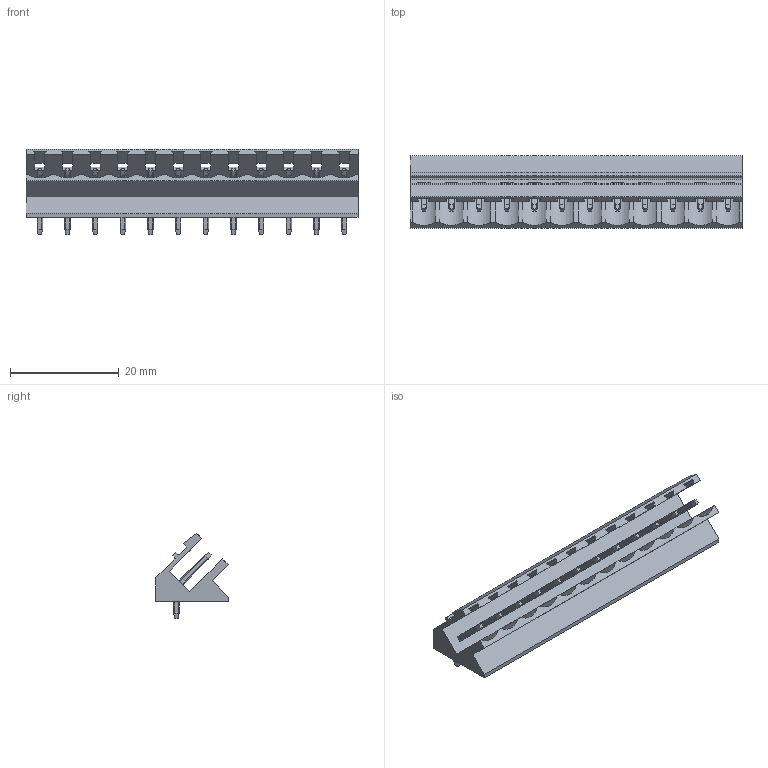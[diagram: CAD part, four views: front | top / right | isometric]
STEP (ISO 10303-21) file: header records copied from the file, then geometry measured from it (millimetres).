
FILE_DESCRIPTION(('CATIA V5 STEP Exchange','CAx-IF Rec.Pracs.--- Model Styling and Organization---1.2---2011-12-15'),'2;1');
FILE_NAME ('D1453156_0_1603160000_1603160000.stp','2018-10-10T07:57:41+00:00',('none'),('Weidmueller'),'CATIA Version 5-6 Release 2014','CATIA V5 STEP AP214','none');
FILE_SCHEMA(('AUTOMOTIVE_DESIGN { 1 0 10303 214 1 1 1 1 }'));
Length unit declared in the file: millimetre
Products named in the file (1): 1603160000
Bounding box: 60.96 x 13.3 x 15.67 mm (x, y, z)
Volume: 3723.1 mm3; surface area: 4985.7 mm2
Topology: 13 solids, 13 shells, 610 faces, 1680 edges, 1072 vertices
Faces by surface type: plane 404, cylinder 206
Entity records: 21548 total; most frequent: CARTESIAN_POINT 7386, ORIENTED_EDGE 3360, DIRECTION 2210, EDGE_CURVE 1680, VECTOR 1268, LINE 1268, VERTEX_POINT 1072, EDGE_LOOP 634
